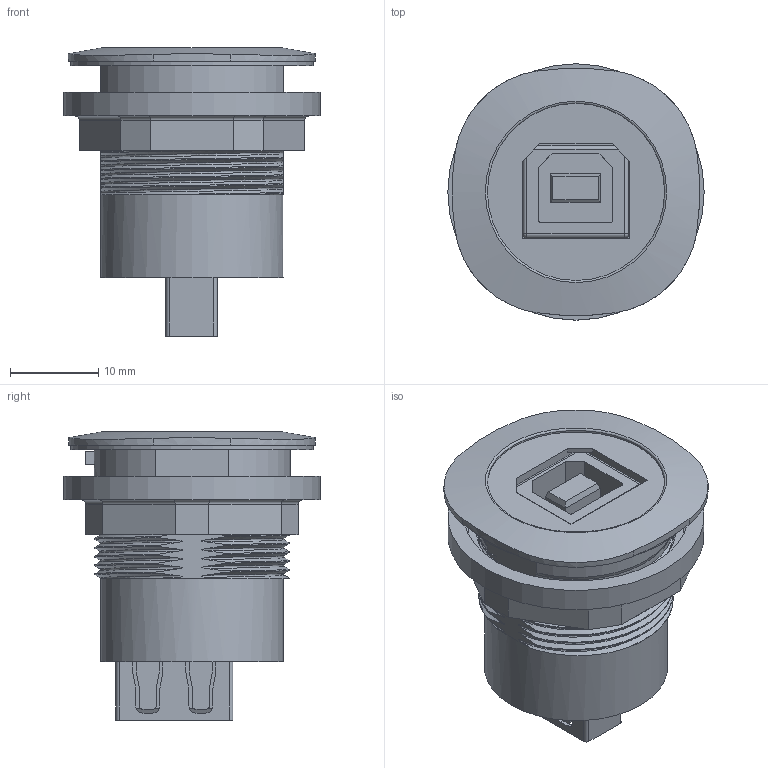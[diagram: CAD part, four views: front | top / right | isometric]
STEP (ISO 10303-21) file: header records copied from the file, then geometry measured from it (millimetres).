
FILE_DESCRIPTION(/* description */ (''),/* implementation_level */ '2;1');
FILE_NAME(/* name */ 'RQJ_USB_BA_ipt.stp',/* time_stamp */ '2019-09-30T15:01:55+02:00',/* author */ ('thagel'),/* organization */ (''),/* preprocessor_version */ 'ST-DEVELOPER v17.2',/* originating_system */ 'Autodesk Inventor 2019',/* authorisation */ '');
FILE_SCHEMA (('AUTOMOTIVE_DESIGN { 1 0 10303 214 3 1 1 }'));
Length unit declared in the file: millimetre
Products named in the file (1): RQJ_USB BA 
Bounding box: 29 x 29 x 32.6 mm (x, y, z)
Volume: 9579.7 mm3; surface area: 7896.3 mm2
Topology: 2 solids, 4 shells, 353 faces, 1004 edges, 649 vertices
Faces by surface type: plane 177, cylinder 93, bspline 67, torus 7, cone 5, sphere 4
Full cylindrical faces by diameter (mm): 20.05 x1, 20.7 x1, 20.917 x1, 22.6 x1, 25.35 x1, 27.4 x1, 29 x1
Entity records: 19209 total; most frequent: CARTESIAN_POINT 10584, ORIENTED_EDGE 1998, DIRECTION 1459, EDGE_CURVE 999, VERTEX_POINT 650, LINE 583, VECTOR 583, AXIS2_PLACEMENT_3D 438
